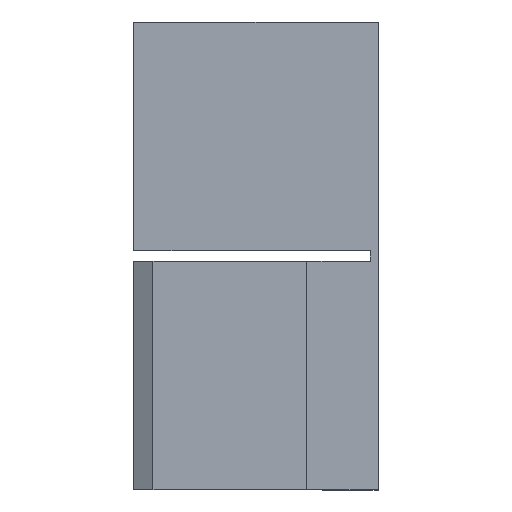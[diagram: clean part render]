
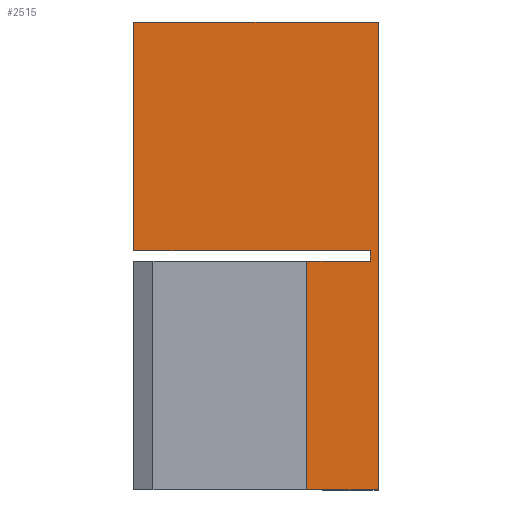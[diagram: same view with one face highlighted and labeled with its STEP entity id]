
A CAD part, left-side view. The second image highlights one B-rep face of the part: STEP entity #2515.
In plain terms, the highlighted planar face has unit normal (-1, 0, 0).
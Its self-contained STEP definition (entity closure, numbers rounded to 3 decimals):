
#1727 = VERTEX_POINT ( 'NONE', #5376 ) ;
#1732 = VERTEX_POINT ( 'NONE', #5308 ) ;
#1740 = EDGE_CURVE ( 'NONE', #1732, #1727, #5298, .T. ) ;
#1933 = VERTEX_POINT ( 'NONE', #5741 ) ;
#1939 = VERTEX_POINT ( 'NONE', #5647 ) ;
#2036 = VERTEX_POINT ( 'NONE', #5766 ) ;
#2069 = VERTEX_POINT ( 'NONE', #4300 ) ;
#2074 = EDGE_CURVE ( 'NONE', #2069, #2036, #6056, .T. ) ;
#2076 = EDGE_CURVE ( 'NONE', #1933, #1939, #6054, .T. ) ;
#2219 = ORIENTED_EDGE ( 'NONE', *, *, #2587, .T. ) ;
#2235 = VERTEX_POINT ( 'NONE', #6211 ) ;
#2238 = ORIENTED_EDGE ( 'NONE', *, *, #2503, .T. ) ;
#2501 = ORIENTED_EDGE ( 'NONE', *, *, #2589, .T. ) ;
#2503 = EDGE_CURVE ( 'NONE', #2517, #2235, #5810, .T. ) ;
#2506 = ORIENTED_EDGE ( 'NONE', *, *, #2513, .F. ) ;
#2510 = EDGE_LOOP ( 'NONE', ( #2219, #2588, #2506, #2590, #2514, #2512, #2501, #2238 ) ) ;
#2512 = ORIENTED_EDGE ( 'NONE', *, *, #2076, .F. ) ;
#2513 = EDGE_CURVE ( 'NONE', #1727, #2036, #6768, .T. ) ;
#2514 = ORIENTED_EDGE ( 'NONE', *, *, #2516, .T. ) ;
#2515 = ADVANCED_FACE ( 'NONE', ( #6770 ), #6758, .F. ) ;
#2516 = EDGE_CURVE ( 'NONE', #1732, #1939, #6602, .T. ) ;
#2517 = VERTEX_POINT ( 'NONE', #6605 ) ;
#2587 = EDGE_CURVE ( 'NONE', #2235, #2069, #6693, .T. ) ;
#2588 = ORIENTED_EDGE ( 'NONE', *, *, #2074, .T. ) ;
#2589 = EDGE_CURVE ( 'NONE', #1933, #2517, #6739, .T. ) ;
#2590 = ORIENTED_EDGE ( 'NONE', *, *, #1740, .F. ) ;
#4300 = CARTESIAN_POINT ( 'NONE',  ( -38.75, 3.5, -11.5 ) ) ;
#5264 = DIRECTION ( 'NONE',  ( 0., -1., 0. ) ) ;
#5265 = VECTOR ( 'NONE', #5264, 1000. ) ;
#5297 = CARTESIAN_POINT ( 'NONE',  ( -38.75, 0., 11.5 ) ) ;
#5298 = LINE ( 'NONE', #5297, #5265 ) ;
#5308 = CARTESIAN_POINT ( 'NONE',  ( -38.75, 12., 11.5 ) ) ;
#5376 = CARTESIAN_POINT ( 'NONE',  ( -38.75, 0., 11.5 ) ) ;
#5647 = CARTESIAN_POINT ( 'NONE',  ( -38.75, 12., 0.25 ) ) ;
#5741 = CARTESIAN_POINT ( 'NONE',  ( -38.75, 0.375, 0.25 ) ) ;
#5766 = CARTESIAN_POINT ( 'NONE',  ( -38.75, 0., -11.5 ) ) ;
#5808 = VECTOR ( 'NONE', #5811, 1000. ) ;
#5809 = CARTESIAN_POINT ( 'NONE',  ( -38.75, -77.502, -0.25 ) ) ;
#5810 = LINE ( 'NONE', #5809, #5808 ) ;
#5811 = DIRECTION ( 'NONE',  ( 0., 1., 0. ) ) ;
#6051 = DIRECTION ( 'NONE',  ( 0., 1., 0. ) ) ;
#6052 = VECTOR ( 'NONE', #6051, 1000. ) ;
#6053 = CARTESIAN_POINT ( 'NONE',  ( -38.75, -77.502, 0.25 ) ) ;
#6054 = LINE ( 'NONE', #6053, #6052 ) ;
#6055 = CARTESIAN_POINT ( 'NONE',  ( -38.75, 0., -11.5 ) ) ;
#6056 = LINE ( 'NONE', #6055, #6111 ) ;
#6110 = DIRECTION ( 'NONE',  ( 0., -1., 0. ) ) ;
#6111 = VECTOR ( 'NONE', #6110, 1000. ) ;
#6211 = CARTESIAN_POINT ( 'NONE',  ( -38.75, 3.5, -0.25 ) ) ;
#6602 = LINE ( 'NONE', #6646, #6645 ) ;
#6604 = AXIS2_PLACEMENT_3D ( 'NONE', #6686, #6685, #6648 ) ;
#6605 = CARTESIAN_POINT ( 'NONE',  ( -38.75, 0.375, -0.25 ) ) ;
#6607 = VECTOR ( 'NONE', #6649, 1000. ) ;
#6645 = VECTOR ( 'NONE', #6652, 1000. ) ;
#6646 = CARTESIAN_POINT ( 'NONE',  ( -38.75, 12., 11.5 ) ) ;
#6648 = DIRECTION ( 'NONE',  ( 0., 0., -1. ) ) ;
#6649 = DIRECTION ( 'NONE',  ( 0., 0., -1. ) ) ;
#6652 = DIRECTION ( 'NONE',  ( 0., 0., -1. ) ) ;
#6685 = DIRECTION ( 'NONE',  ( 1., 0., 0. ) ) ;
#6686 = CARTESIAN_POINT ( 'NONE',  ( -38.75, 0., 11.5 ) ) ;
#6693 = LINE ( 'NONE', #6695, #6744 ) ;
#6695 = CARTESIAN_POINT ( 'NONE',  ( -38.75, 3.5, -11.5 ) ) ;
#6738 = CARTESIAN_POINT ( 'NONE',  ( -38.75, 0.375, 0.25 ) ) ;
#6739 = LINE ( 'NONE', #6738, #6741 ) ;
#6741 = VECTOR ( 'NONE', #6763, 1000. ) ;
#6743 = DIRECTION ( 'NONE',  ( 0., 0., -1. ) ) ;
#6744 = VECTOR ( 'NONE', #6743, 1000. ) ;
#6758 = PLANE ( 'NONE',  #6604 ) ;
#6763 = DIRECTION ( 'NONE',  ( 0., 0., -1. ) ) ;
#6768 = LINE ( 'NONE', #6769, #6607 ) ;
#6769 = CARTESIAN_POINT ( 'NONE',  ( -38.75, 0., 11.5 ) ) ;
#6770 = FACE_OUTER_BOUND ( 'NONE', #2510, .T. ) ;
